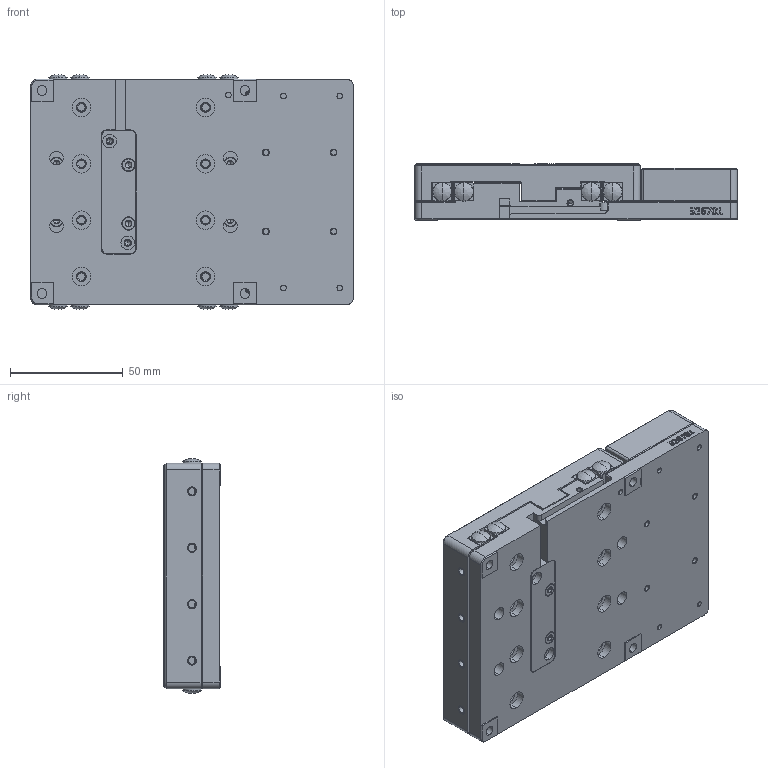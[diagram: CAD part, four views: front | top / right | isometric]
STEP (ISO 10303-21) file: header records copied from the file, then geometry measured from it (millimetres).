
FILE_DESCRIPTION (( 'STEP AP203' ), '1' );
FILE_NAME ('GU-LS3 系列平移台 100台面.STEP', '2018-10-24T09:06:14', ( 'user' ), ( '微软中国' ), 'SwSTEP 2.0', 'SolidWorks 2016', '' );
FILE_SCHEMA (( 'CONFIG_CONTROL_DESIGN' ));
Length unit declared in the file: millimetre
Products named in the file (1): GU-LS3 炵蹈す痄怢 100怢醱
Bounding box: 143 x 25 x 104 mm (x, y, z)
Surface area: 116060.2 mm2 (no closed solid volume)
Topology: 0 solids, 91 shells, 2076 faces, 5171 edges, 3240 vertices
Faces by surface type: plane 965, cylinder 571, cone 433, bspline 107
Entity records: 71748 total; most frequent: CARTESIAN_POINT 23210, ORIENTED_EDGE 9910, DIRECTION 9770, EDGE_CURVE 5093, AXIS2_PLACEMENT_3D 3544, VERTEX_POINT 3238, LINE 2682, VECTOR 2682
